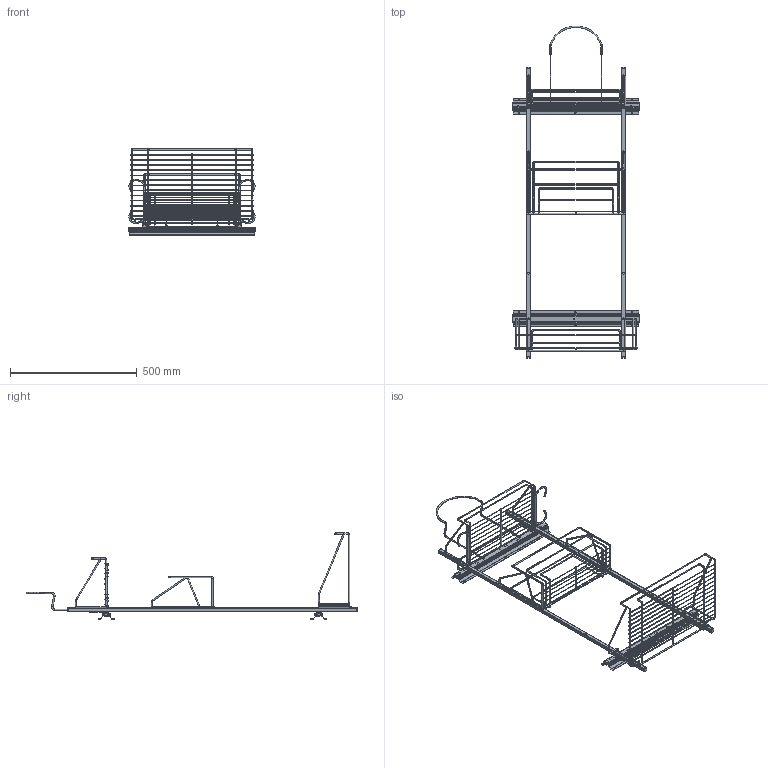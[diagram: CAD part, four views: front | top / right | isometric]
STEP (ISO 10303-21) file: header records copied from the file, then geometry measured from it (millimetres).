
FILE_DESCRIPTION (( 'STEP AP203' ), '1' );
FILE_NAME ('LM 690.STEP', '2023-02-22T13:12:43', ( '' ), ( '' ), 'SwSTEP 2.0', 'SolidWorks 2021', '' );
FILE_SCHEMA (( 'CONFIG_CONTROL_DESIGN' ));
Length unit declared in the file: millimetre
Products named in the file (9): 10329_Default<As Machined>; 10330_Default<As Machined>; LM 690; 10334_Default<As Machined>; 10309_Default<As Machined>; 10393; 10331_Default<As Machined>; 10333_Default<As Machined>; 10404
Assembly tree (14 placements, depth 2):
  LM 690
    10331_Default<As Machined>
    10334_Default<As Machined>  x2
    10333_Default<As Machined>  x2
    10330_Default<As Machined>
    10329_Default<As Machined>
    10309_Default<As Machined>
    10393  x2
    10404  x4
Bounding box: 500 x 1311.32 x 340.27 mm (x, y, z)
Volume: 762111.9 mm3; surface area: 947421.6 mm2
Topology: 90 solids, 90 shells, 1400 faces, 3234 edges, 1992 vertices
Faces by surface type: cylinder 620, plane 566, torus 198, sphere 16
Entity records: 30406 total; most frequent: DIRECTION 5563, CARTESIAN_POINT 5507, ORIENTED_EDGE 4562, AXIS2_PLACEMENT_3D 2306, EDGE_CURVE 2281, VERTEX_POINT 1416, CIRCLE 1270, EDGE_LOOP 1131
